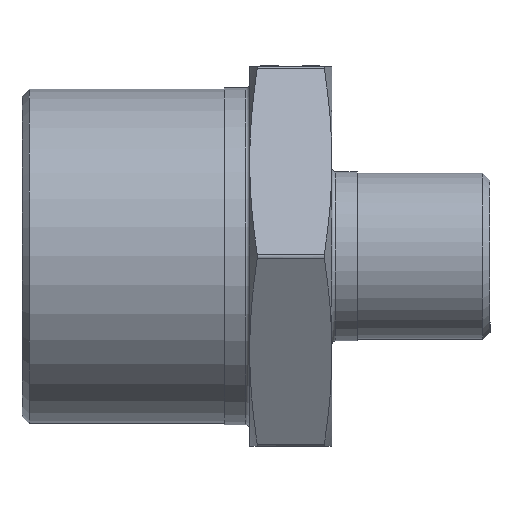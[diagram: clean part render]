
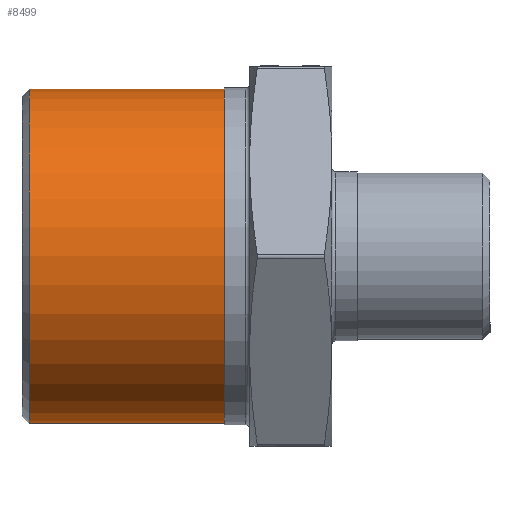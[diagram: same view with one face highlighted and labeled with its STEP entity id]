
A CAD part, front view. The second image highlights one B-rep face of the part: STEP entity #8499.
In plain terms, the highlighted cylindrical face has radius 13.22 mm (diameter 26.441 mm), a full revolution.
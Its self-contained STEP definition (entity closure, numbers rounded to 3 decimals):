
#3 = AXIS2_PLACEMENT_3D ( 'NONE', #3322, #3318, #3337 ) ;
#45 = AXIS2_PLACEMENT_3D ( 'NONE', #3262, #3269, #3256 ) ;
#55 = CIRCLE ( 'NONE', #45, 13.22 ) ;
#58 = CIRCLE ( 'NONE', #3, 13.22 ) ;
#1416 = ORIENTED_EDGE ( 'NONE', *, *, #9101, .T. ) ;
#1420 = ORIENTED_EDGE ( 'NONE', *, *, #9112, .F. ) ;
#3100 = VERTEX_POINT ( 'NONE', #3102 ) ;
#3102 = CARTESIAN_POINT ( 'NONE',  ( -5.25, 0., 13.22 ) ) ;
#3126 = VERTEX_POINT ( 'NONE', #3129 ) ;
#3129 = CARTESIAN_POINT ( 'NONE',  ( -20.675, 0., 13.22 ) ) ;
#3256 = DIRECTION ( 'NONE',  ( 0., 0., 1. ) ) ;
#3262 = CARTESIAN_POINT ( 'NONE',  ( -5.25, 0., 0. ) ) ;
#3269 = DIRECTION ( 'NONE',  ( -1., 0., 0. ) ) ;
#3318 = DIRECTION ( 'NONE',  ( -1., 0., 0. ) ) ;
#3322 = CARTESIAN_POINT ( 'NONE',  ( -20.675, 0., 0. ) ) ;
#3337 = DIRECTION ( 'NONE',  ( 0., 0., 1. ) ) ;
#4872 = EDGE_LOOP ( 'NONE', ( #1420 ) ) ;
#4913 = EDGE_LOOP ( 'NONE', ( #1416 ) ) ;
#8499 = ADVANCED_FACE ( 'NONE', ( #10462, #10440 ), #10431, .T. ) ;
#8756 = AXIS2_PLACEMENT_3D ( 'NONE', #10455, #10456, #10464 ) ;
#9101 = EDGE_CURVE ( 'NONE', #3100, #3100, #55, .T. ) ;
#9112 = EDGE_CURVE ( 'NONE', #3126, #3126, #58, .T. ) ;
#10431 = CYLINDRICAL_SURFACE ( 'NONE', #8756, 13.22 ) ;
#10440 = FACE_OUTER_BOUND ( 'NONE', #4872, .T. ) ;
#10455 = CARTESIAN_POINT ( 'NONE',  ( 0., 0., 0. ) ) ;
#10456 = DIRECTION ( 'NONE',  ( -1., 0., 0. ) ) ;
#10462 = FACE_OUTER_BOUND ( 'NONE', #4913, .T. ) ;
#10464 = DIRECTION ( 'NONE',  ( 0., 0., 1. ) ) ;
